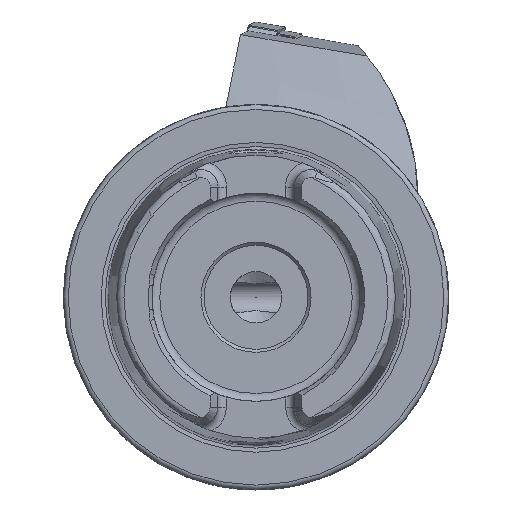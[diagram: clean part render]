
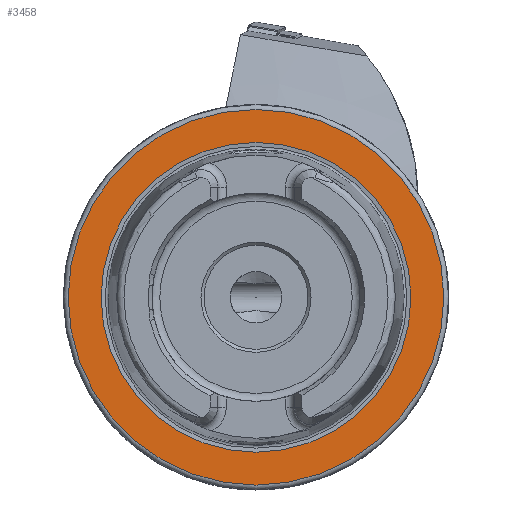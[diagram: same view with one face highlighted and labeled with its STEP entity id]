
A CAD part, left-side view. The second image highlights one B-rep face of the part: STEP entity #3458.
In plain terms, the highlighted planar face has unit normal (-1, 0, 0).
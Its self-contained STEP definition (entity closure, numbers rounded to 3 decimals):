
#914 = VERTEX_POINT ( 'NONE', #9965 ) ;
#1004 = PLANE ( 'NONE',  #11531 ) ;
#1215 = AXIS2_PLACEMENT_3D ( 'NONE', #5972, #11775, #10591 ) ;
#1913 = EDGE_CURVE ( 'NONE', #914, #914, #14194, .T. ) ;
#2186 = EDGE_LOOP ( 'NONE', ( #5122 ) ) ;
#3458 = ADVANCED_FACE ( 'NONE', ( #14703, #5778 ), #1004, .F. ) ;
#4669 = DIRECTION ( 'NONE',  ( 1., 0., 0. ) ) ;
#5122 = ORIENTED_EDGE ( 'NONE', *, *, #1913, .T. ) ;
#5516 = CARTESIAN_POINT ( 'NONE',  ( 0., 0., 0. ) ) ;
#5778 = FACE_OUTER_BOUND ( 'NONE', #2186, .T. ) ;
#5972 = CARTESIAN_POINT ( 'NONE',  ( 0., 0., 0. ) ) ;
#6305 = VERTEX_POINT ( 'NONE', #9818 ) ;
#6322 = EDGE_CURVE ( 'NONE', #6305, #6305, #8830, .T. ) ;
#6682 = DIRECTION ( 'NONE',  ( -1., 0., 0. ) ) ;
#6727 = DIRECTION ( 'NONE',  ( 0., 0., 1. ) ) ;
#8830 = CIRCLE ( 'NONE', #9897, 25.324 ) ;
#9818 = CARTESIAN_POINT ( 'NONE',  ( 0., 0., 25.324 ) ) ;
#9897 = AXIS2_PLACEMENT_3D ( 'NONE', #5516, #6682, #6727 ) ;
#9965 = CARTESIAN_POINT ( 'NONE',  ( 0., 0., 30.7 ) ) ;
#10591 = DIRECTION ( 'NONE',  ( 0., 0., 1. ) ) ;
#10619 = EDGE_LOOP ( 'NONE', ( #14401 ) ) ;
#11531 = AXIS2_PLACEMENT_3D ( 'NONE', #15130, #4669, #12823 ) ;
#11775 = DIRECTION ( 'NONE',  ( -1., 0., 0. ) ) ;
#12823 = DIRECTION ( 'NONE',  ( 0., 0., -1. ) ) ;
#14194 = CIRCLE ( 'NONE', #1215, 30.7 ) ;
#14401 = ORIENTED_EDGE ( 'NONE', *, *, #6322, .F. ) ;
#14703 = FACE_BOUND ( 'NONE', #10619, .T. ) ;
#15130 = CARTESIAN_POINT ( 'NONE',  ( 0., 30.7, 0. ) ) ;
